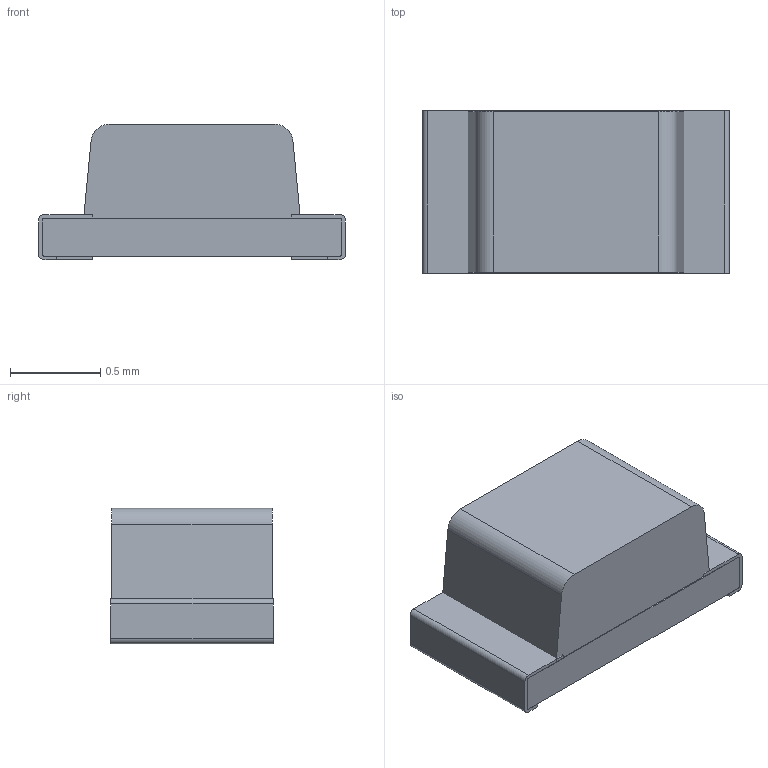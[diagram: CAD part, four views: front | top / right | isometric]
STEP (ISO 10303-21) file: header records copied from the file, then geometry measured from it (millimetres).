
FILE_DESCRIPTION(('FreeCAD Model'),'2;1');
FILE_NAME('LED_0603_Yellow.step', '2018-11-14T21:18:26',('Author'),(''), 'Open CASCADE STEP processor 7.2','FreeCAD','Unknown');
FILE_SCHEMA(('AUTOMOTIVE_DESIGN { 1 0 10303 214 1 1 1 1 }'));
Length unit declared in the file: millimetre
Products named in the file (1): COMPOUND003_cp003
Bounding box: 1.7 x 0.9 x 0.75 mm (x, y, z)
Volume: 0.9 mm3; surface area: 12.6 mm2
Topology: 3 solids, 3 shells, 76 faces, 195 edges, 130 vertices
Faces by surface type: plane 57, cylinder 15, cone 3, bspline 1
Full cylindrical faces by diameter (mm): 0.01 x1
Entity records: 2944 total; most frequent: CARTESIAN_POINT 521, ORIENTED_EDGE 390, DIRECTION 377, EDGE_CURVE 195, LINE 155, VECTOR 155, VERTEX_POINT 130, AXIS2_PLACEMENT_3D 111
